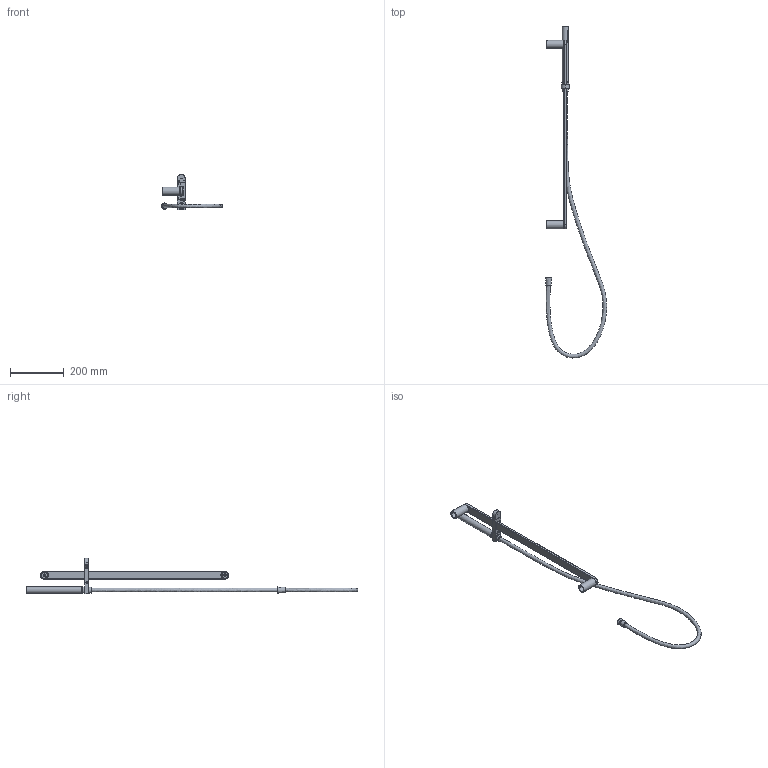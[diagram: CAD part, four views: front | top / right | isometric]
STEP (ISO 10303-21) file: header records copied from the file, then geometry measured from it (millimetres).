
FILE_DESCRIPTION (( 'STEP AP203' ), '1' );
FILE_NAME ('99HP10612.STEP', '2025-01-10T13:19:43', ( '' ), ( '' ), 'SwSTEP 2.0', 'SolidWorks 2021', '' );
FILE_SCHEMA (( 'CONFIG_CONTROL_DESIGN' ));
Length unit declared in the file: millimetre
Products named in the file (1): 99HP10612
Bounding box: 227.12 x 1232.73 x 130.4 mm (x, y, z)
Volume: 437041 mm3; surface area: 243789.9 mm2
Topology: 15 solids, 15 shells, 517 faces, 1101 edges, 693 vertices
Faces by surface type: plane 186, cylinder 175, cone 106, sphere 32, torus 16, bspline 2
Full cylindrical faces by diameter (mm): 1.971 x1, 3 x1, 3.3 x1, 4 x2, 4.2 x5, 5 x7, 5.6 x1, 6 x1, 6.2 x1, 6.8 x2, 7 x1, 8 x1, 8.3 x1, 8.5 x1, 8.571 x1, 9 x2, 9.5 x2, 9.8 x1, 10 x1, 10.5 x2, 11 x1, 11.1 x1, 12 x1, 12.471 x1, 13.4 x1, 14 x1, 15 x1, 17.371 x1, 17.971 x1, 18 x1
Entity records: 17311 total; most frequent: CARTESIAN_POINT 7453, DIRECTION 2070, ORIENTED_EDGE 1602, AXIS2_PLACEMENT_3D 888, EDGE_LOOP 838, EDGE_CURVE 801, VERTEX_POINT 593, FACE_OUTER_BOUND 582
